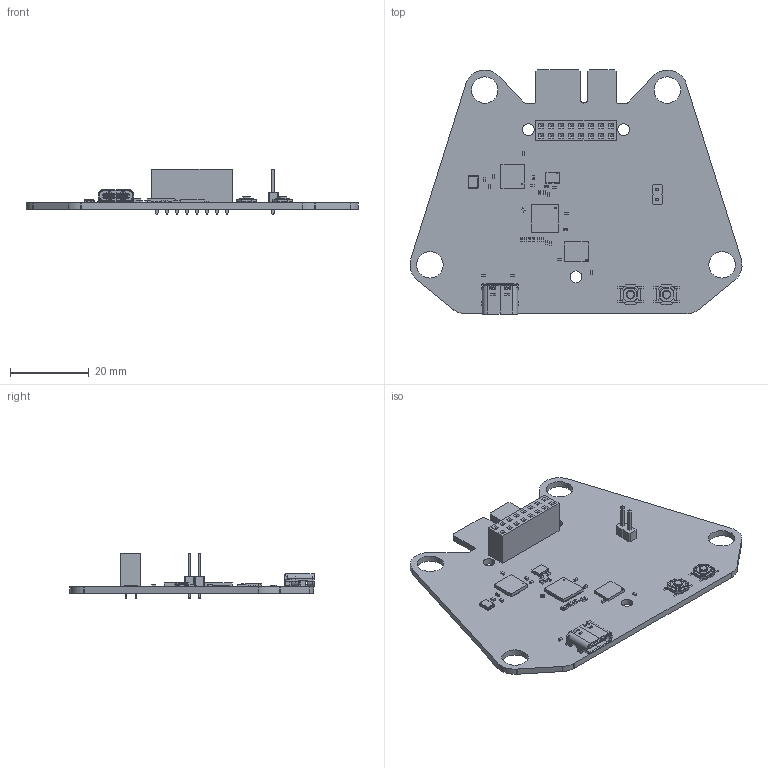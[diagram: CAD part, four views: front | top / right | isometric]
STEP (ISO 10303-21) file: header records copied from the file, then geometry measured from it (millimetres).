
FILE_DESCRIPTION(('KiCad electronic assembly'),'2;1');
FILE_NAME('kicad_pcb.step','2025-02-10T22:04:08',('Pcbnew'),('Kicad'), 'Open CASCADE STEP processor 7.8','KiCad to STEP converter','Unknown' );
FILE_SCHEMA(('AUTOMOTIVE_DESIGN { 1 0 10303 214 1 1 1 1 }'));
Length unit declared in the file: millimetre
Products named in the file (24): kicad_pcb 1; WSON-8-1EP_6x5mm_P1.27mm_EP3.4x4.3mm; C_0402_1005Metric; R_0402_1005Metric; X322516MLB4SI; TS-1187A-B-A-B; QFN28_6X6MC_MCH; part; USB_C_Receptacle_GCT_USB4105-xx-A_16P_TopMnt_Horizontal; USB_C_Receptacle_16P_TopMnt_Horizontal_GCT_USB4105-xx-A; ABM8-272-T3_ABR; PinSocket_2x08_P2.54mm_Vertical; QFN-56-1EP_7x7mm_P0.4mm_EP3.2x3.2mm; QFN_56_1EP_7x7mm_P04mm_EP32x32mm; PinHeader_1x02_P2.54mm_Vertical; PinHeader_1x02_P254mm_Vertical; antenna_PCB
Assembly tree (48 placements, depth 3):
  kicad_pcb 1
    WSON-8-1EP_6x5mm_P1.27mm_EP3.4x4.3mm
      WSON-8-1EP_6x5mm_P1.27mm_EP3.4x4.3mm
    C_0402_1005Metric  x19
      C_0402_1005Metric
    R_0402_1005Metric  x7
      R_0402_1005Metric
    X322516MLB4SI
      X322516MLB4SI
    TS-1187A-B-A-B  x2
      TS-1187A-B-A-B
    QFN28_6X6MC_MCH
      part
    USB_C_Receptacle_GCT_USB4105-xx-A_16P_TopMnt_Horizontal
      USB_C_Receptacle_16P_TopMnt_Horizontal_GCT_USB4105-xx-A
    ABM8-272-T3_ABR
      part
    PinSocket_2x08_P2.54mm_Vertical
      PinSocket_2x08_P2.54mm_Vertical
    QFN-56-1EP_7x7mm_P0.4mm_EP3.2x3.2mm
      QFN_56_1EP_7x7mm_P04mm_EP32x32mm
    PinHeader_1x02_P2.54mm_Vertical
      PinHeader_1x02_P254mm_Vertical
    antenna_PCB
Bounding box: 84.09 x 61.86 x 11.64 mm (x, y, z)
Volume: 7564.4 mm3; surface area: 11237.9 mm2
Topology: 125 solids, 125 shells, 3247 faces, 8333 edges, 5362 vertices
Faces by surface type: plane 2401, cylinder 754, sphere 48, torus 36, cone 8
Full cylindrical faces by diameter (mm): 0.13 x1, 0.3 x1, 0.35 x1, 0.4 x1, 0.5 x2, 0.6 x2, 1 x18, 3 x3, 6.7 x4
Entity records: 79664 total; most frequent: CARTESIAN_POINT 12120, ORIENTED_EDGE 11742, DIRECTION 11315, EDGE_CURVE 5871, LINE 5089, VECTOR 5089, VERTEX_POINT 3798, AXIS2_PLACEMENT_3D 3113
